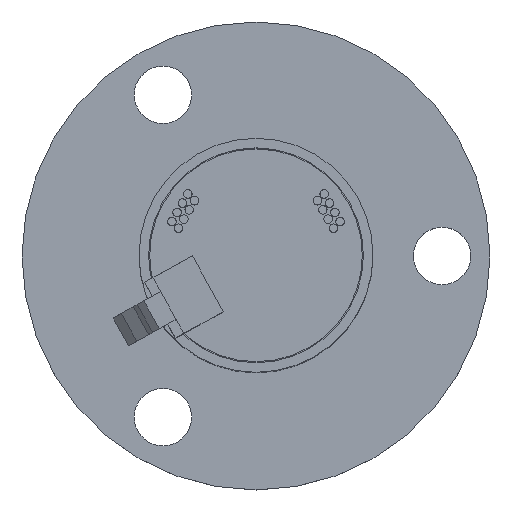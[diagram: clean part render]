
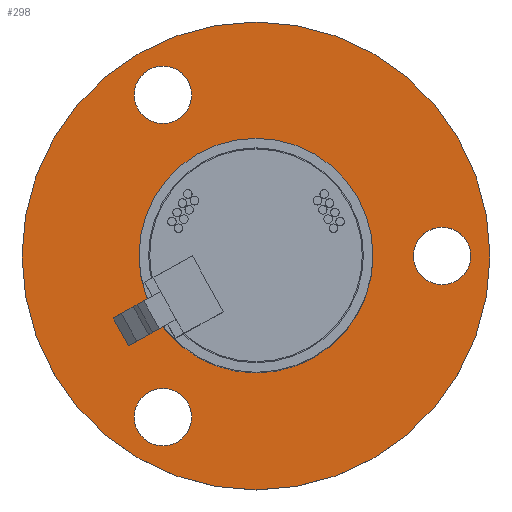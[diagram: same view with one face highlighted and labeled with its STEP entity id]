
A CAD part, top view. The second image highlights one B-rep face of the part: STEP entity #298.
In plain terms, the highlighted planar face has unit normal (0, 0, 1).
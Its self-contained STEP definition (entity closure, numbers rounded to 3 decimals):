
#82=FACE_BOUND('',#864,.T.);
#83=FACE_BOUND('',#865,.T.);
#84=FACE_BOUND('',#866,.T.);
#85=FACE_BOUND('',#867,.T.);
#86=FACE_BOUND('',#868,.T.);
#110=PLANE('',#4169);
#298=ADVANCED_FACE('',(#82,#83,#84,#85,#86),#110,.F.);
#864=EDGE_LOOP('',(#2102,#2103));
#865=EDGE_LOOP('',(#2104,#2105));
#866=EDGE_LOOP('',(#2106,#2107));
#867=EDGE_LOOP('',(#2108,#2109));
#868=EDGE_LOOP('',(#2110,#2111));
#2102=ORIENTED_EDGE('',*,*,#3513,.F.);
#2103=ORIENTED_EDGE('',*,*,#3412,.F.);
#2104=ORIENTED_EDGE('',*,*,#3514,.F.);
#2105=ORIENTED_EDGE('',*,*,#3416,.F.);
#2106=ORIENTED_EDGE('',*,*,#3515,.F.);
#2107=ORIENTED_EDGE('',*,*,#3420,.F.);
#2108=ORIENTED_EDGE('',*,*,#3426,.F.);
#2109=ORIENTED_EDGE('',*,*,#3516,.F.);
#2110=ORIENTED_EDGE('',*,*,#3424,.T.);
#2111=ORIENTED_EDGE('',*,*,#3517,.T.);
#3048=VERTEX_POINT('',#5877);
#3049=VERTEX_POINT('',#5879);
#3052=VERTEX_POINT('',#5886);
#3053=VERTEX_POINT('',#5888);
#3056=VERTEX_POINT('',#5895);
#3057=VERTEX_POINT('',#5897);
#3060=VERTEX_POINT('',#5904);
#3061=VERTEX_POINT('',#5906);
#3062=VERTEX_POINT('',#5910);
#3063=VERTEX_POINT('',#5911);
#3412=EDGE_CURVE('',#3048,#3049,#3889,.T.);
#3416=EDGE_CURVE('',#3052,#3053,#3891,.T.);
#3420=EDGE_CURVE('',#3056,#3057,#3893,.T.);
#3424=EDGE_CURVE('',#3061,#3060,#3895,.T.);
#3426=EDGE_CURVE('',#3062,#3063,#3896,.T.);
#3513=EDGE_CURVE('',#3049,#3048,#3941,.T.);
#3514=EDGE_CURVE('',#3053,#3052,#3942,.T.);
#3515=EDGE_CURVE('',#3057,#3056,#3943,.T.);
#3516=EDGE_CURVE('',#3063,#3062,#3944,.T.);
#3517=EDGE_CURVE('',#3060,#3061,#3945,.T.);
#3889=CIRCLE('',#4093,2.7);
#3891=CIRCLE('',#4096,2.7);
#3893=CIRCLE('',#4099,2.7);
#3895=CIRCLE('',#4102,11.);
#3896=CIRCLE('',#4104,22.);
#3941=CIRCLE('',#4164,2.7);
#3942=CIRCLE('',#4165,2.7);
#3943=CIRCLE('',#4166,2.7);
#3944=CIRCLE('',#4167,22.);
#3945=CIRCLE('',#4168,11.);
#4093=AXIS2_PLACEMENT_3D('',#5878,#4668,#4669);
#4096=AXIS2_PLACEMENT_3D('',#5887,#4676,#4677);
#4099=AXIS2_PLACEMENT_3D('',#5896,#4684,#4685);
#4102=AXIS2_PLACEMENT_3D('',#5905,#4692,#4693);
#4104=AXIS2_PLACEMENT_3D('',#5909,#4697,#4698);
#4164=AXIS2_PLACEMENT_3D('',#6055,#4859,#4860);
#4165=AXIS2_PLACEMENT_3D('',#6056,#4861,#4862);
#4166=AXIS2_PLACEMENT_3D('',#6057,#4863,#4864);
#4167=AXIS2_PLACEMENT_3D('',#6058,#4865,#4866);
#4168=AXIS2_PLACEMENT_3D('',#6059,#4867,#4868);
#4169=AXIS2_PLACEMENT_3D('',#6060,#4869,#4870);
#4668=DIRECTION('',(0.,0.,1.));
#4669=DIRECTION('',(1.,0.,0.));
#4676=DIRECTION('',(0.,0.,1.));
#4677=DIRECTION('',(1.,0.,0.));
#4684=DIRECTION('',(0.,0.,1.));
#4685=DIRECTION('',(1.,0.,0.));
#4692=DIRECTION('',(0.,0.,-1.));
#4693=DIRECTION('',(-1.,0.,0.));
#4697=DIRECTION('',(0.,0.,-1.));
#4698=DIRECTION('',(-1.,0.,0.));
#4859=DIRECTION('',(0.,0.,1.));
#4860=DIRECTION('',(1.,0.,0.));
#4861=DIRECTION('',(0.,0.,1.));
#4862=DIRECTION('',(1.,0.,0.));
#4863=DIRECTION('',(0.,0.,1.));
#4864=DIRECTION('',(1.,0.,0.));
#4865=DIRECTION('',(0.,0.,-1.));
#4866=DIRECTION('',(-1.,0.,0.));
#4867=DIRECTION('',(0.,0.,-1.));
#4868=DIRECTION('',(-1.,0.,0.));
#4869=DIRECTION('',(0.,0.,-1.));
#4870=DIRECTION('',(1.,0.,0.));
#5877=CARTESIAN_POINT('',(-11.45,15.155,15.7));
#5878=CARTESIAN_POINT('',(-8.75,15.155,15.7));
#5879=CARTESIAN_POINT('',(-6.05,15.155,15.7));
#5886=CARTESIAN_POINT('',(-11.45,-15.155,15.7));
#5887=CARTESIAN_POINT('',(-8.75,-15.155,15.7));
#5888=CARTESIAN_POINT('',(-6.05,-15.155,15.7));
#5895=CARTESIAN_POINT('',(14.8,0.,15.7));
#5896=CARTESIAN_POINT('',(17.5,0.,15.7));
#5897=CARTESIAN_POINT('',(20.2,0.,15.7));
#5904=CARTESIAN_POINT('',(11.,0.,15.7));
#5905=CARTESIAN_POINT('',(0.,0.,15.7));
#5906=CARTESIAN_POINT('',(-11.,0.,15.7));
#5909=CARTESIAN_POINT('',(0.,0.,15.7));
#5910=CARTESIAN_POINT('',(-22.,0.,15.7));
#5911=CARTESIAN_POINT('',(22.,0.,15.7));
#6055=CARTESIAN_POINT('',(-8.75,15.155,15.7));
#6056=CARTESIAN_POINT('',(-8.75,-15.155,15.7));
#6057=CARTESIAN_POINT('',(17.5,0.,15.7));
#6058=CARTESIAN_POINT('',(0.,0.,15.7));
#6059=CARTESIAN_POINT('',(0.,0.,15.7));
#6060=CARTESIAN_POINT('',(0.,0.,15.7));
